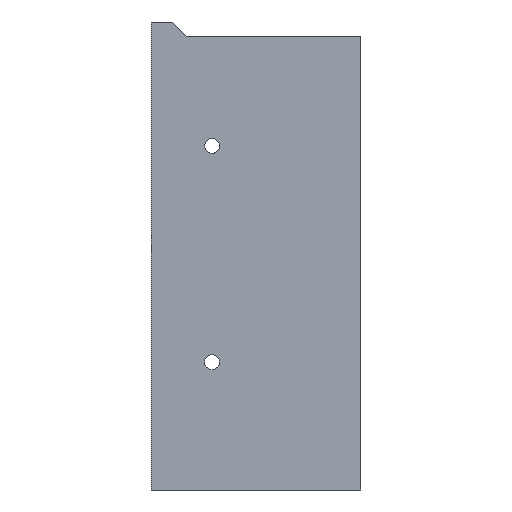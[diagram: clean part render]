
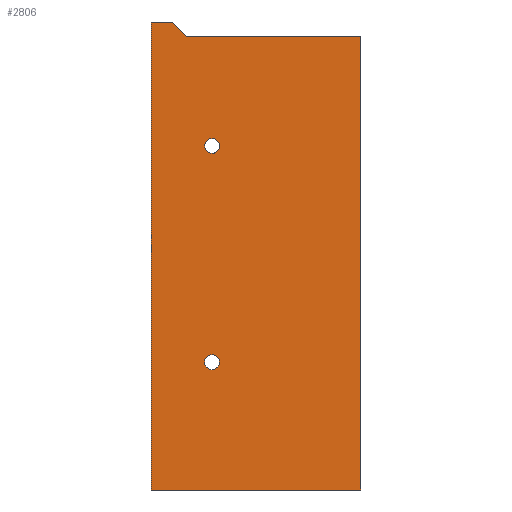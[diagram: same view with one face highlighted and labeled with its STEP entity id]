
A CAD part, left-side view. The second image highlights one B-rep face of the part: STEP entity #2806.
In plain terms, the highlighted planar face has unit normal (-1, 0, 0).
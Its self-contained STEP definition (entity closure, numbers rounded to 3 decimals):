
#765=CARTESIAN_POINT('',(-0.941,316.196,470.05));
#766=VERTEX_POINT('',#765);
#781=CARTESIAN_POINT('',(-0.941,271.403,470.05));
#782=VERTEX_POINT('',#781);
#789=CARTESIAN_POINT('',(-0.941,293.193,470.05));
#790=VERTEX_POINT('',#789);
#791=CARTESIAN_POINT('',(-0.941,293.193,470.05));
#792=DIRECTION('',(-0.,-1.,-0.));
#793=VECTOR('',#792,21.789);
#794=LINE('',#791,#793);
#795=EDGE_CURVE('',#790,#782,#794,.T.);
#797=CARTESIAN_POINT('',(-0.941,316.196,470.05));
#798=DIRECTION('',(-0.,-1.,-0.));
#799=VECTOR('',#798,23.003);
#800=LINE('',#797,#799);
#801=EDGE_CURVE('',#766,#790,#800,.T.);
#2070=CARTESIAN_POINT('',(-0.941,316.196,570.05));
#2071=VERTEX_POINT('',#2070);
#2080=CARTESIAN_POINT('',(-0.941,316.196,570.05));
#2081=DIRECTION('',(0.,0.,-1.));
#2082=VECTOR('',#2081,100.);
#2083=LINE('',#2080,#2082);
#2084=EDGE_CURVE('',#2071,#766,#2083,.T.);
#2094=CARTESIAN_POINT('',(-0.941,308.704,567.05));
#2095=VERTEX_POINT('',#2094);
#2103=CARTESIAN_POINT('',(-0.941,311.704,570.05));
#2104=VERTEX_POINT('',#2103);
#2111=CARTESIAN_POINT('',(-0.941,308.704,567.05));
#2112=DIRECTION('',(0.,0.707,0.707));
#2113=VECTOR('',#2112,4.243);
#2114=LINE('',#2111,#2113);
#2115=EDGE_CURVE('',#2095,#2104,#2114,.T.);
#2128=CARTESIAN_POINT('',(-0.941,311.704,570.05));
#2129=DIRECTION('',(0.,1.,0.));
#2130=VECTOR('',#2129,4.492);
#2131=LINE('',#2128,#2130);
#2132=EDGE_CURVE('',#2104,#2071,#2131,.T.);
#2749=CARTESIAN_POINT('',(-0.941,302.194,520.05));
#2750=DIRECTION('',(-1.,0.,-0.));
#2751=DIRECTION('',(-0.,-1.,0.));
#2752=AXIS2_PLACEMENT_3D('',#2749,#2750,#2751);
#2753=PLANE('',#2752);
#2754=CARTESIAN_POINT('',(-0.941,271.403,567.05));
#2755=VERTEX_POINT('',#2754);
#2756=CARTESIAN_POINT('',(-0.941,271.403,567.05));
#2757=DIRECTION('',(0.,1.,0.));
#2758=VECTOR('',#2757,37.301);
#2759=LINE('',#2756,#2758);
#2760=EDGE_CURVE('',#2755,#2095,#2759,.T.);
#2761=ORIENTED_EDGE('',*,*,#2760,.T.);
#2762=ORIENTED_EDGE('',*,*,#2115,.T.);
#2763=ORIENTED_EDGE('',*,*,#2132,.T.);
#2764=ORIENTED_EDGE('',*,*,#2084,.T.);
#2765=ORIENTED_EDGE('',*,*,#801,.T.);
#2766=ORIENTED_EDGE('',*,*,#795,.T.);
#2767=CARTESIAN_POINT('',(-0.941,271.403,470.05));
#2768=DIRECTION('',(-0.,-0.,1.));
#2769=VECTOR('',#2768,97.);
#2770=LINE('',#2767,#2769);
#2771=EDGE_CURVE('',#782,#2755,#2770,.T.);
#2772=ORIENTED_EDGE('',*,*,#2771,.T.);
#2773=EDGE_LOOP('',(#2761,#2762,#2763,#2764,#2765,#2766,#2772));
#2774=FACE_BOUND('',#2773,.T.);
#2775=CARTESIAN_POINT('',(-0.941,301.596,497.35));
#2776=VERTEX_POINT('',#2775);
#2777=CARTESIAN_POINT('',(-0.941,303.196,497.35));
#2778=DIRECTION('',(-1.,0.,-0.));
#2779=DIRECTION('',(-0.,-1.,0.));
#2780=AXIS2_PLACEMENT_3D('',#2777,#2778,#2779);
#2781=CIRCLE('',#2780,1.6);
#2782=EDGE_CURVE('',#2776,#2776,#2781,.T.);
#2783=ORIENTED_EDGE('',*,*,#2782,.F.);
#2784=EDGE_LOOP('',(#2783));
#2785=FACE_BOUND('',#2784,.T.);
#2786=CARTESIAN_POINT('',(-0.941,301.574,543.565));
#2787=VERTEX_POINT('',#2786);
#2788=CARTESIAN_POINT('',(-0.941,301.574,543.55));
#2789=VERTEX_POINT('',#2788);
#2790=CARTESIAN_POINT('',(-0.941,303.174,543.565));
#2791=DIRECTION('',(-1.,0.,0.));
#2792=DIRECTION('',(-0.,-1.,-0.01));
#2793=AXIS2_PLACEMENT_3D('',#2790,#2791,#2792);
#2794=CIRCLE('',#2793,1.6);
#2795=EDGE_CURVE('',#2787,#2789,#2794,.T.);
#2796=ORIENTED_EDGE('',*,*,#2795,.F.);
#2797=CARTESIAN_POINT('',(-0.941,303.174,543.565));
#2798=DIRECTION('',(-1.,0.,0.));
#2799=DIRECTION('',(-0.,-1.,-0.01));
#2800=AXIS2_PLACEMENT_3D('',#2797,#2798,#2799);
#2801=CIRCLE('',#2800,1.6);
#2802=EDGE_CURVE('',#2789,#2787,#2801,.T.);
#2803=ORIENTED_EDGE('',*,*,#2802,.F.);
#2804=EDGE_LOOP('',(#2796,#2803));
#2805=FACE_BOUND('',#2804,.T.);
#2806=ADVANCED_FACE('',(#2774,#2785,#2805),#2753,.T.);
